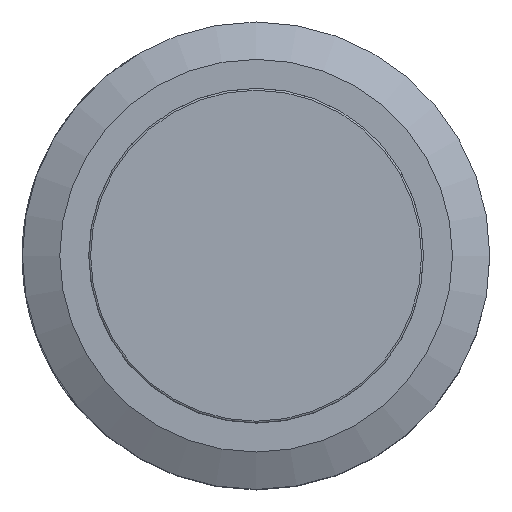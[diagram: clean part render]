
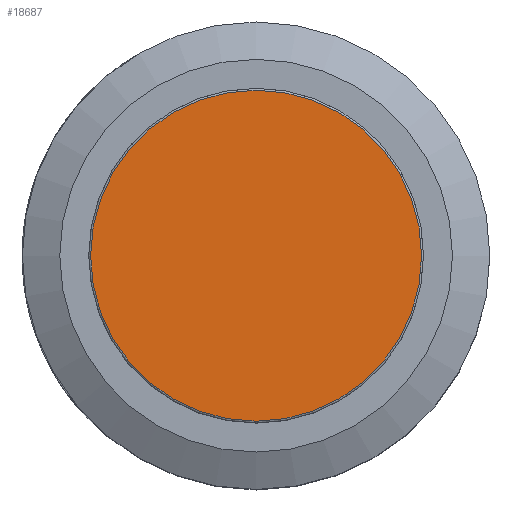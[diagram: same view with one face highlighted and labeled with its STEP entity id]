
A CAD part, top view. The second image highlights one B-rep face of the part: STEP entity #18687.
In plain terms, the highlighted planar face has unit normal (0, 0, 1).
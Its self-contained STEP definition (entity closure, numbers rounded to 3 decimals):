
#5395=FACE_OUTER_BOUND('',#6431,.T.);
#6431=EDGE_LOOP('',(#17024,#17025));
#6910=CIRCLE('',#20055,8.85);
#6914=CIRCLE('',#20059,8.85);
#8750=VERTEX_POINT('',#35589);
#8751=VERTEX_POINT('',#35590);
#11506=EDGE_CURVE('',#8750,#8751,#6910,.T.);
#11510=EDGE_CURVE('',#8751,#8750,#6914,.T.);
#17024=ORIENTED_EDGE('',*,*,#11506,.F.);
#17025=ORIENTED_EDGE('',*,*,#11510,.F.);
#17720=PLANE('',#20063);
#18687=ADVANCED_FACE('',(#5395),#17720,.T.);
#20055=AXIS2_PLACEMENT_3D('',#35591,#24549,#24550);
#20059=AXIS2_PLACEMENT_3D('',#35597,#24557,#24558);
#20063=AXIS2_PLACEMENT_3D('',#35604,#24566,#24567);
#24549=DIRECTION('center_axis',(0.,0.,
-1.));
#24550=DIRECTION('ref_axis',(1.,0.,0.));
#24557=DIRECTION('center_axis',(0.,0.,
-1.));
#24558=DIRECTION('ref_axis',(1.,0.,0.));
#24566=DIRECTION('center_axis',(0.,0.,
1.));
#24567=DIRECTION('ref_axis',(-1.,0.,0.));
#35589=CARTESIAN_POINT('',(-7.23,-0.125,-8.81));
#35590=CARTESIAN_POINT('',(10.47,-0.125,-8.81));
#35591=CARTESIAN_POINT('Origin',(1.62,-0.125,-8.81));
#35597=CARTESIAN_POINT('Origin',(1.62,-0.125,-8.81));
#35604=CARTESIAN_POINT('Origin',(1.62,-0.125,-8.81));
